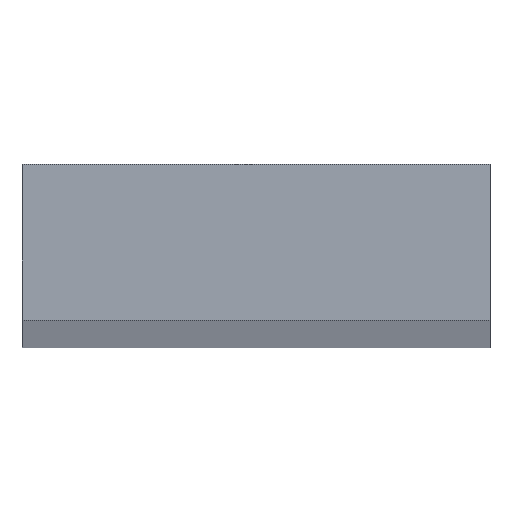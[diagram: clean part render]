
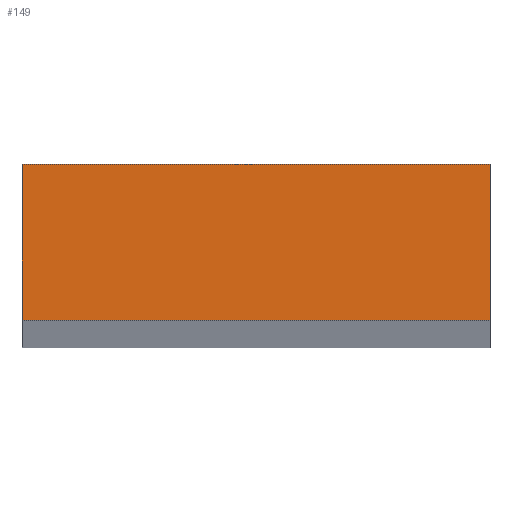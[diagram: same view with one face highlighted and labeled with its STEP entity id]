
A CAD part, top view. The second image highlights one B-rep face of the part: STEP entity #149.
In plain terms, the highlighted planar face has unit normal (0, 0, 1).
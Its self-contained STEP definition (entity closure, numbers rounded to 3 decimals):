
#3 = VECTOR ( 'NONE', #168, 1000. ) ;
#66 = VERTEX_POINT ( 'NONE', #105 ) ;
#70 = VERTEX_POINT ( 'NONE', #108 ) ;
#71 = VERTEX_POINT ( 'NONE', #109 ) ;
#73 = VERTEX_POINT ( 'NONE', #111 ) ;
#84 = EDGE_LOOP ( 'NONE', ( #90, #89, #88, #92 ) ) ;
#88 = ORIENTED_EDGE ( 'NONE', *, *, #147, .T. ) ;
#89 = ORIENTED_EDGE ( 'NONE', *, *, #154, .T. ) ;
#90 = ORIENTED_EDGE ( 'NONE', *, *, #203, .T. ) ;
#92 = ORIENTED_EDGE ( 'NONE', *, *, #202, .T. ) ;
#105 = CARTESIAN_POINT ( 'NONE',  ( 15., -5., 500. ) ) ;
#108 = CARTESIAN_POINT ( 'NONE',  ( -15., 5., 500. ) ) ;
#109 = CARTESIAN_POINT ( 'NONE',  ( -15., -5., 500. ) ) ;
#111 = CARTESIAN_POINT ( 'NONE',  ( 15., 5., 500. ) ) ;
#112 = LINE ( 'NONE', #113, #219 ) ;
#113 = CARTESIAN_POINT ( 'NONE',  ( 15., 5., 500. ) ) ;
#114 = DIRECTION ( 'NONE',  ( 0., 1., 0. ) ) ;
#119 = PLANE ( 'NONE',  #233 ) ;
#120 = CARTESIAN_POINT ( 'NONE',  ( 0., 0., 500. ) ) ;
#121 = DIRECTION ( 'NONE',  ( 0., 0., 1. ) ) ;
#122 = DIRECTION ( 'NONE',  ( 1., 0., 0. ) ) ;
#138 = LINE ( 'NONE', #139, #225 ) ;
#139 = CARTESIAN_POINT ( 'NONE',  ( -15., -5., 500. ) ) ;
#140 = DIRECTION ( 'NONE',  ( 1., 0., 0. ) ) ;
#147 = EDGE_CURVE ( 'NONE', #66, #73, #112, .T. ) ;
#149 = ADVANCED_FACE ( 'NONE', ( #223 ), #119, .T. ) ;
#154 = EDGE_CURVE ( 'NONE', #71, #66, #138, .T. ) ;
#168 = DIRECTION ( 'NONE',  ( 0., -1., 0. ) ) ;
#171 = LINE ( 'NONE', #172, #3 ) ;
#172 = CARTESIAN_POINT ( 'NONE',  ( -15., 5., 500. ) ) ;
#173 = DIRECTION ( 'NONE',  ( -1., 0., 0. ) ) ;
#185 = CARTESIAN_POINT ( 'NONE',  ( -15., 5., 500. ) ) ;
#190 = LINE ( 'NONE', #185, #216 ) ;
#202 = EDGE_CURVE ( 'NONE', #73, #70, #190, .T. ) ;
#203 = EDGE_CURVE ( 'NONE', #70, #71, #171, .T. ) ;
#216 = VECTOR ( 'NONE', #173, 1000. ) ;
#219 = VECTOR ( 'NONE', #114, 1000. ) ;
#223 = FACE_OUTER_BOUND ( 'NONE', #84, .T. ) ;
#225 = VECTOR ( 'NONE', #140, 1000. ) ;
#233 = AXIS2_PLACEMENT_3D ( 'NONE', #120, #121, #122 ) ;
